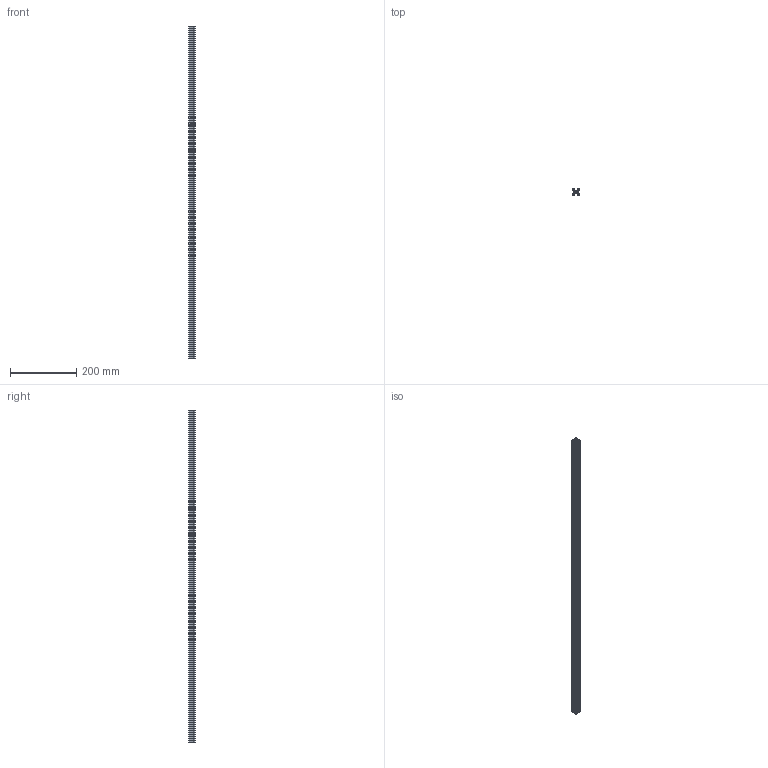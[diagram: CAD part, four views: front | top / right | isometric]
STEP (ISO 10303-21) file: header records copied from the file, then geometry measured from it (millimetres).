
FILE_DESCRIPTION (( 'STEP AP214' ), '1' );
FILE_NAME ('V222L Êîíñòðóêöèîííûé ïðîôèëü V20õ20L.STEP', '2019-09-11T08:08:18', ( 'Ïîëüçîâàòåëü Windows' ), ( '' ), 'SwSTEP 2.0', 'SolidWorks 2018', '' );
FILE_SCHEMA (( 'AUTOMOTIVE_DESIGN' ));
Length unit declared in the file: millimetre
Products named in the file (1): V222L Êîíñòðóêöèîííûé ïðîôèëü V20õ20L
Bounding box: 20 x 20 x 1000 mm (x, y, z)
Volume: 119724.5 mm3; surface area: 205189.1 mm2
Topology: 1 solids, 1 shells, 146 faces, 432 edges, 288 vertices
Faces by surface type: plane 74, cylinder 72
Entity records: 4974 total; most frequent: DIRECTION 870, CARTESIAN_POINT 867, ORIENTED_EDGE 864, EDGE_CURVE 432, AXIS2_PLACEMENT_3D 291, VERTEX_POINT 288, VECTOR 288, LINE 288
